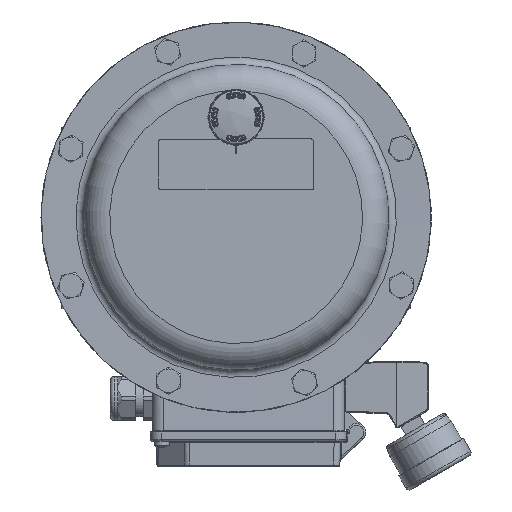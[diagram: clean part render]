
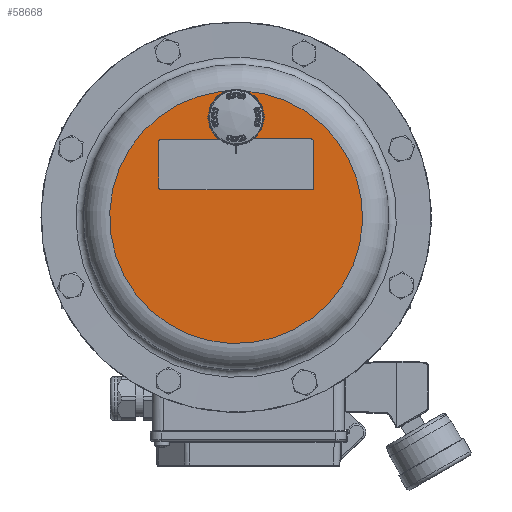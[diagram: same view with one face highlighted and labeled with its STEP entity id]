
A CAD part, top view. The second image highlights one B-rep face of the part: STEP entity #58668.
In plain terms, the highlighted planar face has unit normal (0, 0, 1).
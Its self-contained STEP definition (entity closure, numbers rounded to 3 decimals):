
#1715=FACE_BOUND('',#15853,.T.);
#1716=FACE_BOUND('',#15854,.T.);
#2629=PLANE('',#63585);
#5210=LINE('',#116539,#8464);
#5214=LINE('',#116548,#8468);
#5217=LINE('',#116556,#8471);
#5220=LINE('',#116564,#8474);
#8464=VECTOR('',#75226,1000.);
#8468=VECTOR('',#75236,1000.);
#8471=VECTOR('',#75245,1000.);
#8474=VECTOR('',#75254,1000.);
#12386=FACE_OUTER_BOUND('',#15852,.T.);
#15852=EDGE_LOOP('',(#47139));
#15853=EDGE_LOOP('',(#47140,#47141,#47142,#47143,#47144,#47145,#47146,#47147));
#15854=EDGE_LOOP('',(#47148,#47149));
#18522=CIRCLE('',#62869,10.35);
#18592=CIRCLE('',#62966,69.65);
#18845=CIRCLE('',#63527,1.);
#18846=CIRCLE('',#63530,1.);
#18847=CIRCLE('',#63533,1.);
#18848=CIRCLE('',#63536,1.);
#18849=CIRCLE('',#63586,10.35);
#24891=VERTEX_POINT('',#113193);
#24892=VERTEX_POINT('',#113194);
#24978=VERTEX_POINT('',#113778);
#25460=VERTEX_POINT('',#116537);
#25461=VERTEX_POINT('',#116538);
#25462=VERTEX_POINT('',#116543);
#25463=VERTEX_POINT('',#116547);
#25464=VERTEX_POINT('',#116551);
#25465=VERTEX_POINT('',#116555);
#25466=VERTEX_POINT('',#116559);
#25467=VERTEX_POINT('',#116563);
#31968=EDGE_CURVE('',#24891,#24892,#18522,.T.);
#32085=EDGE_CURVE('',#24978,#24978,#18592,.T.);
#32859=EDGE_CURVE('',#25460,#25461,#5210,.T.);
#32862=EDGE_CURVE('',#25461,#25462,#18845,.T.);
#32864=EDGE_CURVE('',#25462,#25463,#5214,.T.);
#32866=EDGE_CURVE('',#25463,#25464,#18846,.T.);
#32868=EDGE_CURVE('',#25464,#25465,#5217,.T.);
#32870=EDGE_CURVE('',#25465,#25466,#18847,.T.);
#32872=EDGE_CURVE('',#25466,#25467,#5220,.T.);
#32874=EDGE_CURVE('',#25467,#25460,#18848,.T.);
#32947=EDGE_CURVE('',#24892,#24891,#18849,.T.);
#47139=ORIENTED_EDGE('',*,*,#32085,.F.);
#47140=ORIENTED_EDGE('',*,*,#32874,.F.);
#47141=ORIENTED_EDGE('',*,*,#32872,.F.);
#47142=ORIENTED_EDGE('',*,*,#32870,.F.);
#47143=ORIENTED_EDGE('',*,*,#32868,.F.);
#47144=ORIENTED_EDGE('',*,*,#32866,.F.);
#47145=ORIENTED_EDGE('',*,*,#32864,.F.);
#47146=ORIENTED_EDGE('',*,*,#32862,.F.);
#47147=ORIENTED_EDGE('',*,*,#32859,.F.);
#47148=ORIENTED_EDGE('',*,*,#32947,.T.);
#47149=ORIENTED_EDGE('',*,*,#31968,.T.);
#58668=ADVANCED_FACE('',(#12386,#1715,#1716),#2629,.F.);
#62869=AXIS2_PLACEMENT_3D('',#113195,#73669,#73670);
#62966=AXIS2_PLACEMENT_3D('',#113780,#73889,#73890);
#63527=AXIS2_PLACEMENT_3D('',#116544,#75231,#75232);
#63530=AXIS2_PLACEMENT_3D('',#116552,#75240,#75241);
#63533=AXIS2_PLACEMENT_3D('',#116560,#75249,#75250);
#63536=AXIS2_PLACEMENT_3D('',#116567,#75258,#75259);
#63585=AXIS2_PLACEMENT_3D('',#116712,#75428,#75429);
#63586=AXIS2_PLACEMENT_3D('',#116713,#75430,#75431);
#73669=DIRECTION('center_axis',(0.,0.,
-1.));
#73670=DIRECTION('ref_axis',(-0.924,0.382,0.));
#73889=DIRECTION('center_axis',(0.,0.,
-1.));
#73890=DIRECTION('ref_axis',(-0.924,0.382,0.));
#75226=DIRECTION('',(0.,1.,0.));
#75231=DIRECTION('center_axis',(0.,0.,
1.));
#75232=DIRECTION('ref_axis',(0.,-1.,0.));
#75236=DIRECTION('',(-1.,0.,0.));
#75240=DIRECTION('center_axis',(0.,0.,
1.));
#75241=DIRECTION('ref_axis',(0.,-1.,0.));
#75245=DIRECTION('',(0.,-1.,0.));
#75249=DIRECTION('center_axis',(0.,0.,
1.));
#75250=DIRECTION('ref_axis',(0.,-1.,0.));
#75254=DIRECTION('',(1.,0.,0.));
#75258=DIRECTION('center_axis',(0.,0.,
1.));
#75259=DIRECTION('ref_axis',(0.,-1.,0.));
#75428=DIRECTION('center_axis',(0.,0.,
-1.));
#75429=DIRECTION('ref_axis',(-0.924,0.382,0.));
#75430=DIRECTION('center_axis',(0.,0.,
-1.));
#75431=DIRECTION('ref_axis',(-0.924,0.382,0.));
#113193=CARTESIAN_POINT('',(-0.02,65.35,300.));
#113194=CARTESIAN_POINT('',(-0.014,44.65,300.));
#113195=CARTESIAN_POINT('Origin',(-0.017,55.,
300.));
#113778=CARTESIAN_POINT('',(64.356,-26.634,300.));
#113780=CARTESIAN_POINT('Origin',(0.,0.,
300.));
#116537=CARTESIAN_POINT('',(42.495,16.013,300.));
#116538=CARTESIAN_POINT('',(42.487,42.013,300.));
#116539=CARTESIAN_POINT('',(42.495,16.013,300.));
#116543=CARTESIAN_POINT('',(41.487,43.013,300.));
#116544=CARTESIAN_POINT('Origin',(41.487,42.013,300.));
#116547=CARTESIAN_POINT('',(-41.513,42.987,300.));
#116548=CARTESIAN_POINT('',(41.487,43.013,300.));
#116551=CARTESIAN_POINT('',(-42.513,41.987,300.));
#116552=CARTESIAN_POINT('Origin',(-41.513,41.987,300.));
#116555=CARTESIAN_POINT('',(-42.505,15.987,300.));
#116556=CARTESIAN_POINT('',(-42.505,15.987,300.));
#116559=CARTESIAN_POINT('',(-41.505,14.987,300.));
#116560=CARTESIAN_POINT('Origin',(-41.505,15.987,300.));
#116563=CARTESIAN_POINT('',(41.495,15.013,300.));
#116564=CARTESIAN_POINT('',(41.495,15.013,300.));
#116567=CARTESIAN_POINT('Origin',(41.495,16.013,300.));
#116712=CARTESIAN_POINT('Origin',(0.,0.,
300.));
#116713=CARTESIAN_POINT('Origin',(-0.017,55.,
300.));
